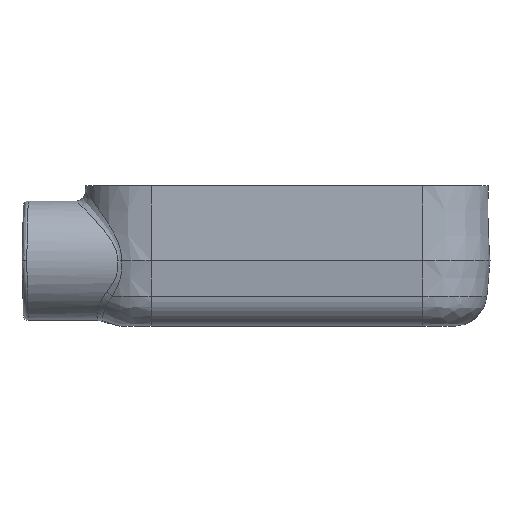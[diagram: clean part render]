
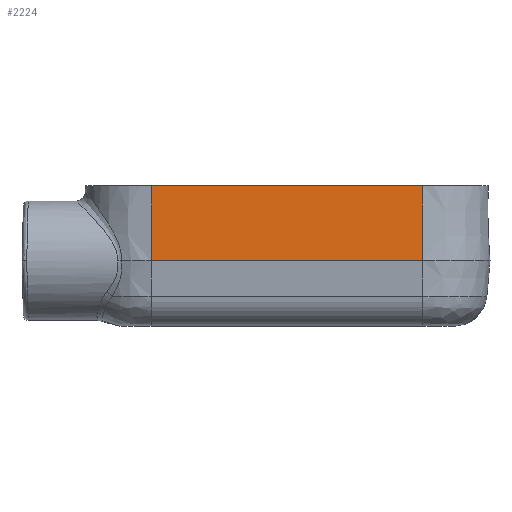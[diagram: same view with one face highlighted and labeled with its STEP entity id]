
A CAD part, left-side view. The second image highlights one B-rep face of the part: STEP entity #2224.
In plain terms, the highlighted planar face has unit normal (-1, 0, 0.026).
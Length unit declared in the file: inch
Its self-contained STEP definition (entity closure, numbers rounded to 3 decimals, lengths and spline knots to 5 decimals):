
#299=FACE_OUTER_BOUND('',#448,.T.);
#448=EDGE_LOOP('',(#1700,#1701,#1702,#1703));
#621=LINE('',#4529,#720);
#625=LINE('',#4984,#724);
#628=LINE('',#5261,#727);
#629=LINE('',#5264,#728);
#720=VECTOR('',#2855,3.625);
#724=VECTOR('',#2883,1.00034);
#727=VECTOR('',#2896,1.00034);
#728=VECTOR('',#2901,3.625);
#1016=VERTEX_POINT('',#4485);
#1020=VERTEX_POINT('',#4496);
#1031=VERTEX_POINT('',#4982);
#1035=VERTEX_POINT('',#5260);
#1263=EDGE_CURVE('',#1016,#1020,#621,.F.);
#1279=EDGE_CURVE('',#1031,#1016,#625,.T.);
#1286=EDGE_CURVE('',#1035,#1020,#628,.T.);
#1288=EDGE_CURVE('',#1031,#1035,#629,.T.);
#1700=ORIENTED_EDGE('',*,*,#1288,.T.);
#1701=ORIENTED_EDGE('',*,*,#1286,.T.);
#1702=ORIENTED_EDGE('',*,*,#1263,.F.);
#1703=ORIENTED_EDGE('',*,*,#1279,.F.);
#2168=PLANE('',#2452);
#2224=ADVANCED_FACE('',(#299),#2168,.T.);
#2452=AXIS2_PLACEMENT_3D('',#5263,#2899,#2900);
#2855=DIRECTION('',(0.,-1.,0.));
#2883=DIRECTION('',(-0.026,0.,-1.));
#2896=DIRECTION('',(-0.026,0.,-1.));
#2899=DIRECTION('center_axis',(-1.,0.,0.026));
#2900=DIRECTION('ref_axis',(0.026,0.,1.));
#2901=DIRECTION('',(0.,1.,0.));
#4485=CARTESIAN_POINT('',(-0.90119,0.4375,-1.));
#4496=CARTESIAN_POINT('',(-0.90119,4.0625,-1.));
#4529=CARTESIAN_POINT('',(-0.90119,4.0625,-1.));
#4982=CARTESIAN_POINT('',(-0.875,0.4375,0.));
#4984=CARTESIAN_POINT('',(-0.875,0.4375,0.));
#5260=CARTESIAN_POINT('',(-0.875,4.0625,0.));
#5261=CARTESIAN_POINT('',(-0.875,4.0625,0.));
#5263=CARTESIAN_POINT('Origin',(-0.90119,0.4375,-1.));
#5264=CARTESIAN_POINT('',(-0.875,0.4375,0.));
